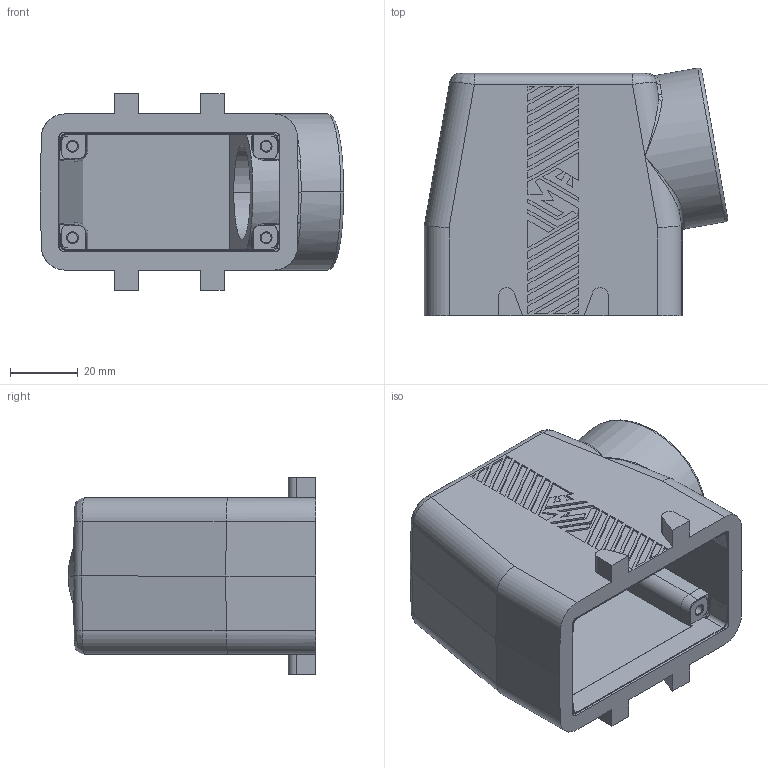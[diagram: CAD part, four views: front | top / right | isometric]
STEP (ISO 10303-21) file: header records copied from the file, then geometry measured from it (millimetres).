
FILE_DESCRIPTION(('Creo Elements/Direct Modeling STEP Export'),'2;1');
FILE_NAME('0ln7uvk53b84ghl4816','2020-06-22T16:18:04',(''),(''),'Creo Elements/Direct Modeling STEP processor for AP214 (Solid Model)','Creo Elements/Direct Modeling 20.1B 02-Apr-2019 (C) Parametric Technology GmbH','');
FILE_SCHEMA(('AUTOMOTIVE_DESIGN { 1 0 10303 214 1 1 1 1 }'));
Length unit declared in the file: millimetre
Products named in the file (2): TMAO_10.32B
Assembly tree (1 placements, depth 2):
  TMAO_10.32B
    TMAO_10.32B
Bounding box: 89.34 x 72.98 x 58 mm (x, y, z)
Volume: 111117.8 mm3; surface area: 41281.7 mm2
Topology: 1 solids, 5 shells, 571 faces, 1594 edges, 1038 vertices
Faces by surface type: plane 402, cylinder 83, bspline 64, cone 12, torus 10
Entity records: 31476 total; most frequent: CARTESIAN_POINT 13395, ORIENTED_EDGE 3180, DIRECTION 2323, EDGE_CURVE 1590, VECTOR 1101, LINE 1101, VERTEX_POINT 1038, EDGE_LOOP 626
